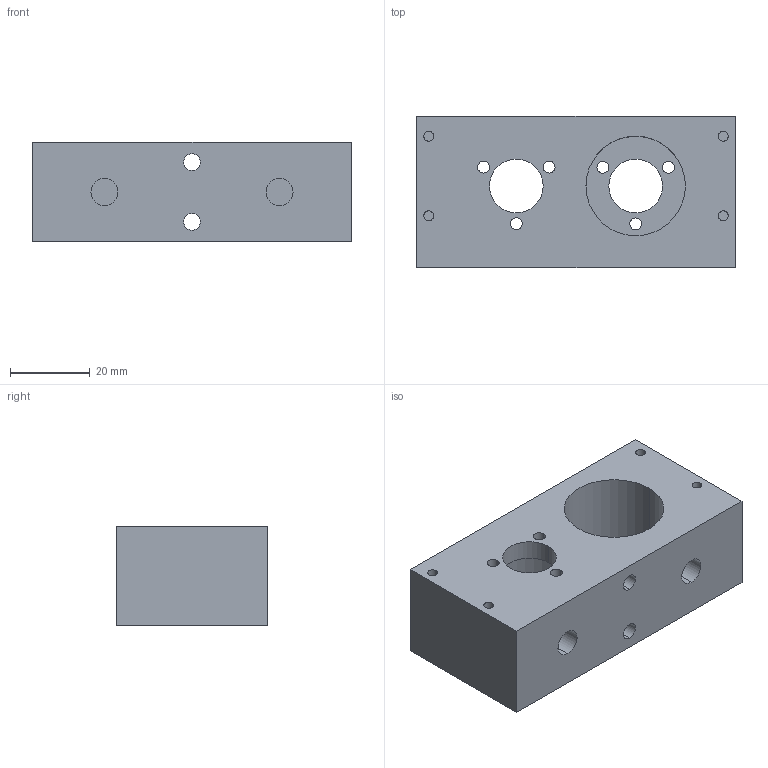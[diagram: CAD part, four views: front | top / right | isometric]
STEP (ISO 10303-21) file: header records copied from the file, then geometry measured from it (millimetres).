
FILE_DESCRIPTION (( 'STEP AP214' ), '1' );
FILE_NAME ('等蹈萇儂菁釱-1204.STEP', '2025-10-24T05:14:59', ( '' ), ( '' ), 'SwSTEP 2.0', 'SolidWorks 2023', '' );
FILE_SCHEMA (( 'AUTOMOTIVE_DESIGN' ));
Length unit declared in the file: millimetre
Products named in the file (1): 单列电机底座-1204
Bounding box: 80 x 38 x 25 mm (x, y, z)
Volume: 52555 mm3; surface area: 17174 mm2
Topology: 1 solids, 1 shells, 74 faces, 168 edges, 112 vertices
Faces by surface type: cylinder 52, plane 22
Entity records: 2199 total; most frequent: DIRECTION 422, CARTESIAN_POINT 355, ORIENTED_EDGE 336, AXIS2_PLACEMENT_3D 179, EDGE_CURVE 168, VERTEX_POINT 112, EDGE_LOOP 110, CIRCLE 104
